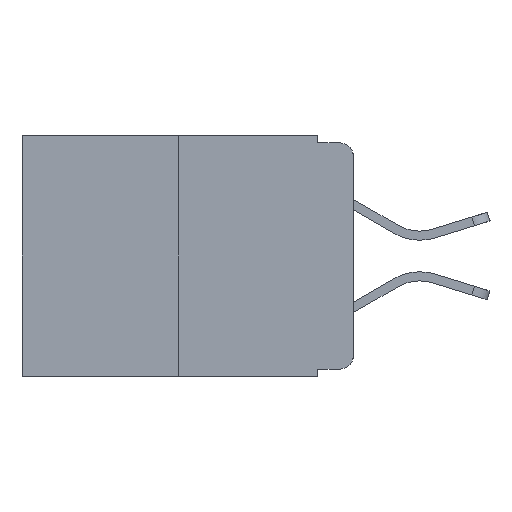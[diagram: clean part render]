
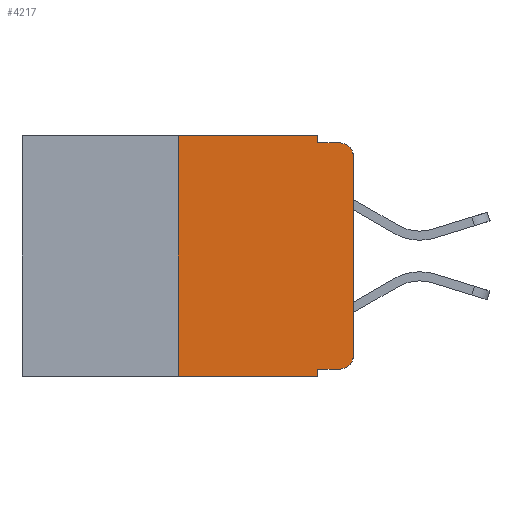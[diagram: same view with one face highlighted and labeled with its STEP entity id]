
A CAD part, left-side view. The second image highlights one B-rep face of the part: STEP entity #4217.
In plain terms, the highlighted planar face has unit normal (-1, 0, 0).
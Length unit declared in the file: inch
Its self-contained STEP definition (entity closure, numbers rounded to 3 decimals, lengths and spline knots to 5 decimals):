
#35 = ORIENTED_EDGE ( 'NONE', *, *, #11247, .T. ) ;
#120 = EDGE_CURVE ( 'NONE', #2739, #12324, #8744, .T. ) ;
#269 = VECTOR ( 'NONE', #3796, 39.37008 ) ;
#377 = DIRECTION ( 'NONE',  ( 0., 0., 1. ) ) ;
#410 = CARTESIAN_POINT ( 'NONE',  ( 0., 0.25, 0. ) ) ;
#785 = CARTESIAN_POINT ( 'NONE',  ( 0., 0.25, 0. ) ) ;
#954 = EDGE_CURVE ( 'NONE', #1017, #6042, #11121, .T. ) ;
#1017 = VERTEX_POINT ( 'NONE', #6733 ) ;
#1150 = EDGE_CURVE ( 'NONE', #1017, #12324, #12884, .T. ) ;
#1403 = VERTEX_POINT ( 'NONE', #12371 ) ;
#1421 = CARTESIAN_POINT ( 'NONE',  ( 0., 0.051, -0.333 ) ) ;
#2082 = CARTESIAN_POINT ( 'NONE',  ( 0., 0.02, -0.333 ) ) ;
#2436 = EDGE_CURVE ( 'NONE', #4109, #1403, #10118, .T. ) ;
#2539 = DIRECTION ( 'NONE',  ( 0., -1., 0. ) ) ;
#2540 = DIRECTION ( 'NONE',  ( -1., 0., 0. ) ) ;
#2739 = VERTEX_POINT ( 'NONE', #4434 ) ;
#2797 = CARTESIAN_POINT ( 'NONE',  ( 0., 0., 0. ) ) ;
#3040 = VECTOR ( 'NONE', #2539, 39.37008 ) ;
#3128 = EDGE_CURVE ( 'NONE', #1403, #4571, #5678, .T. ) ;
#3156 = FACE_OUTER_BOUND ( 'NONE', #9309, .T. ) ;
#3202 = CARTESIAN_POINT ( 'NONE',  ( 0., 0.051, -0.01 ) ) ;
#3521 = CIRCLE ( 'NONE', #6086, 0.02 ) ;
#3690 = DIRECTION ( 'NONE',  ( -1., 0., 0. ) ) ;
#3710 = AXIS2_PLACEMENT_3D ( 'NONE', #8496, #2540, #9456 ) ;
#3796 = DIRECTION ( 'NONE',  ( 0., 0., 1. ) ) ;
#3906 = VERTEX_POINT ( 'NONE', #9256 ) ;
#4109 = VERTEX_POINT ( 'NONE', #12528 ) ;
#4217 = ADVANCED_FACE ( 'NONE', ( #3156 ), #12738, .F. ) ;
#4299 = VERTEX_POINT ( 'NONE', #2082 ) ;
#4434 = CARTESIAN_POINT ( 'NONE',  ( 0., 0.051, -0.333 ) ) ;
#4497 = CARTESIAN_POINT ( 'NONE',  ( 0., 0.02, -0.01 ) ) ;
#4571 = VERTEX_POINT ( 'NONE', #4497 ) ;
#4739 = ORIENTED_EDGE ( 'NONE', *, *, #12531, .T. ) ;
#4858 = ORIENTED_EDGE ( 'NONE', *, *, #1150, .T. ) ;
#4987 = DIRECTION ( 'NONE',  ( 1., 0., 0. ) ) ;
#5417 = LINE ( 'NONE', #9818, #10311 ) ;
#5452 = VECTOR ( 'NONE', #8026, 39.37008 ) ;
#5461 = EDGE_CURVE ( 'NONE', #6042, #4109, #5417, .T. ) ;
#5520 = LINE ( 'NONE', #1421, #7847 ) ;
#5678 = LINE ( 'NONE', #3202, #3040 ) ;
#5748 = CARTESIAN_POINT ( 'NONE',  ( 0., 0.051, 0. ) ) ;
#5790 = EDGE_CURVE ( 'NONE', #3906, #4571, #11516, .T. ) ;
#5863 = LINE ( 'NONE', #2797, #269 ) ;
#5869 = AXIS2_PLACEMENT_3D ( 'NONE', #10869, #4987, #11834 ) ;
#6042 = VERTEX_POINT ( 'NONE', #785 ) ;
#6086 = AXIS2_PLACEMENT_3D ( 'NONE', #9579, #3690, #10552 ) ;
#6326 = CARTESIAN_POINT ( 'NONE',  ( 0., 0., -0.313 ) ) ;
#6487 = EDGE_CURVE ( 'NONE', #11022, #3906, #5863, .T. ) ;
#6692 = DIRECTION ( 'NONE',  ( 0., 0., -1. ) ) ;
#6733 = CARTESIAN_POINT ( 'NONE',  ( 0., 0.25, -0.343 ) ) ;
#7016 = ORIENTED_EDGE ( 'NONE', *, *, #6487, .T. ) ;
#7331 = ORIENTED_EDGE ( 'NONE', *, *, #3128, .F. ) ;
#7847 = VECTOR ( 'NONE', #11373, 39.37008 ) ;
#8026 = DIRECTION ( 'NONE',  ( 0., -1., 0. ) ) ;
#8037 = CARTESIAN_POINT ( 'NONE',  ( 0., 0.473, -0.343 ) ) ;
#8496 = CARTESIAN_POINT ( 'NONE',  ( 0., 0.02, -0.03 ) ) ;
#8744 = LINE ( 'NONE', #11985, #12930 ) ;
#9256 = CARTESIAN_POINT ( 'NONE',  ( 0., 0., -0.03 ) ) ;
#9295 = ORIENTED_EDGE ( 'NONE', *, *, #5790, .T. ) ;
#9309 = EDGE_LOOP ( 'NONE', ( #7016, #9295, #7331, #10376, #10996, #11897, #4858, #10694, #4739, #35 ) ) ;
#9456 = DIRECTION ( 'NONE',  ( 0., 0., -1. ) ) ;
#9579 = CARTESIAN_POINT ( 'NONE',  ( 0., 0.02, -0.313 ) ) ;
#9818 = CARTESIAN_POINT ( 'NONE',  ( 0., 0.473, 0. ) ) ;
#9830 = VECTOR ( 'NONE', #6692, 39.37008 ) ;
#10118 = LINE ( 'NONE', #5748, #9830 ) ;
#10311 = VECTOR ( 'NONE', #10789, 39.37008 ) ;
#10376 = ORIENTED_EDGE ( 'NONE', *, *, #2436, .F. ) ;
#10550 = DIRECTION ( 'NONE',  ( 0., 0., -1. ) ) ;
#10552 = DIRECTION ( 'NONE',  ( 0., 0., -1. ) ) ;
#10694 = ORIENTED_EDGE ( 'NONE', *, *, #120, .F. ) ;
#10789 = DIRECTION ( 'NONE',  ( 0., -1., 0. ) ) ;
#10821 = VECTOR ( 'NONE', #377, 39.37008 ) ;
#10869 = CARTESIAN_POINT ( 'NONE',  ( 0., 0.473, 0. ) ) ;
#10996 = ORIENTED_EDGE ( 'NONE', *, *, #5461, .F. ) ;
#11022 = VERTEX_POINT ( 'NONE', #6326 ) ;
#11121 = LINE ( 'NONE', #410, #10821 ) ;
#11247 = EDGE_CURVE ( 'NONE', #4299, #11022, #3521, .T. ) ;
#11373 = DIRECTION ( 'NONE',  ( 0., -1., 0. ) ) ;
#11516 = CIRCLE ( 'NONE', #3710, 0.02 ) ;
#11834 = DIRECTION ( 'NONE',  ( 0., 0., -1. ) ) ;
#11897 = ORIENTED_EDGE ( 'NONE', *, *, #954, .F. ) ;
#11985 = CARTESIAN_POINT ( 'NONE',  ( 0., 0.051, 0. ) ) ;
#12097 = CARTESIAN_POINT ( 'NONE',  ( 0., 0.051, -0.343 ) ) ;
#12324 = VERTEX_POINT ( 'NONE', #12097 ) ;
#12371 = CARTESIAN_POINT ( 'NONE',  ( 0., 0.051, -0.01 ) ) ;
#12528 = CARTESIAN_POINT ( 'NONE',  ( 0., 0.051, 0. ) ) ;
#12531 = EDGE_CURVE ( 'NONE', #2739, #4299, #5520, .T. ) ;
#12738 = PLANE ( 'NONE',  #5869 ) ;
#12884 = LINE ( 'NONE', #8037, #5452 ) ;
#12930 = VECTOR ( 'NONE', #10550, 39.37008 ) ;
